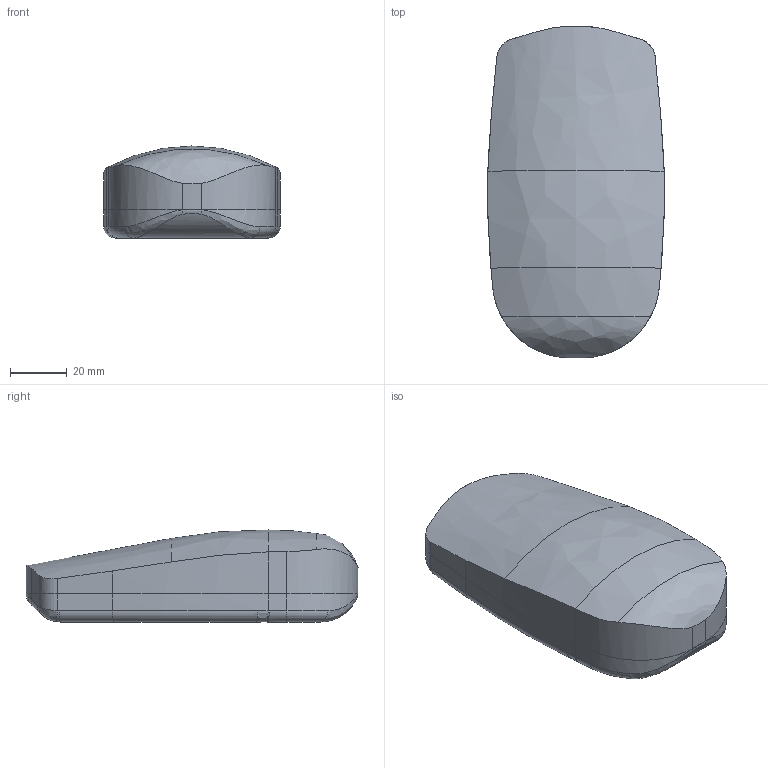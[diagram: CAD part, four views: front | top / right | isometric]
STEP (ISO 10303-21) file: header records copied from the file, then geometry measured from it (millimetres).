
FILE_DESCRIPTION(/* description */ (''),/* implementation_level */ '2;1');
FILE_NAME(/* name */ 'MouseShell v3.step',/* time_stamp */ '2024-10-16T09:01:21+02:00',/* author */ (''),/* organization */ (''),/* preprocessor_version */ 'ST-DEVELOPER v20',/* originating_system */ 'Autodesk Translation Framework v13.20.0.188',/* authorisation */ '');
FILE_SCHEMA (('AUTOMOTIVE_DESIGN { 1 0 10303 214 3 1 1 }'));
Length unit declared in the file: millimetre
Products named in the file (1): MouseShell
Bounding box: 62.34 x 117.27 x 32.5 mm (x, y, z)
Volume: 18775 mm3; surface area: 38149.3 mm2
Topology: 2 solids, 2 shells, 133 faces, 341 edges, 214 vertices
Faces by surface type: cylinder 50, bspline 43, plane 32, torus 8
Entity records: 5652 total; most frequent: CARTESIAN_POINT 2652, ORIENTED_EDGE 682, DIRECTION 530, EDGE_CURVE 341, VERTEX_POINT 214, AXIS2_PLACEMENT_3D 209, EDGE_LOOP 135, FACE_OUTER_BOUND 133
